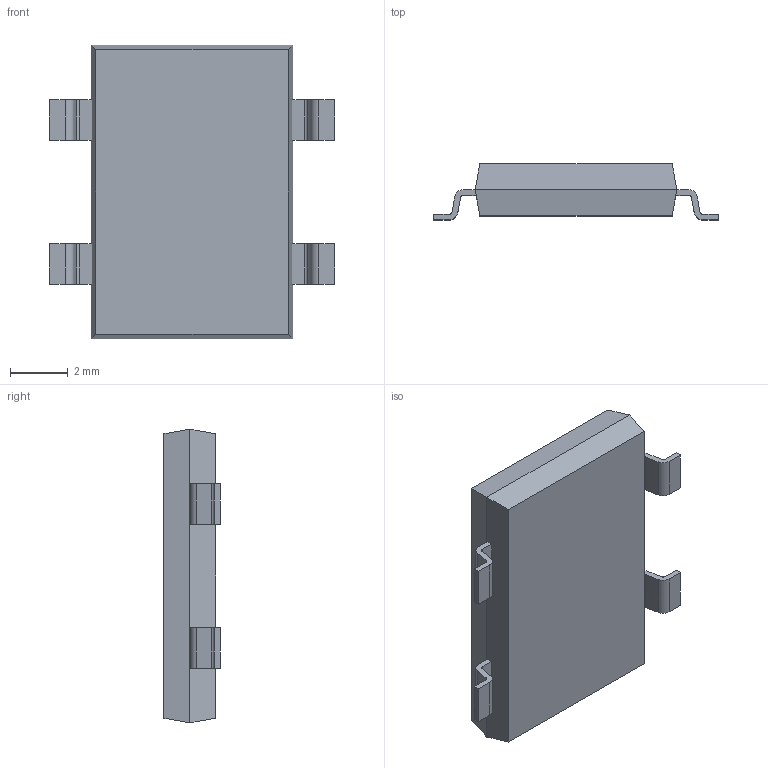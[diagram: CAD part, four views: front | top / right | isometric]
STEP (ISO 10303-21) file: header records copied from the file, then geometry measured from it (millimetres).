
FILE_DESCRIPTION (( 'STEP AP214' ), '1' );
FILE_NAME ('RTBS40M.STEP', '2022-02-03T23:06:10', ( '' ), ( '' ), 'SwSTEP 2.0', 'SolidWorks 2017', '' );
FILE_SCHEMA (( 'AUTOMOTIVE_DESIGN' ));
Length unit declared in the file: millimetre
Products named in the file (1): RTBS40M
Bounding box: 9.9 x 1.95 x 10.2 mm (x, y, z)
Volume: 126 mm3; surface area: 224.8 mm2
Topology: 9 solids, 9 shells, 153 faces, 386 edges, 256 vertices
Faces by surface type: plane 103, bspline 32, cylinder 18
Entity records: 6006 total; most frequent: CARTESIAN_POINT 2396, ORIENTED_EDGE 772, DIRECTION 602, EDGE_CURVE 386, LINE 286, VECTOR 286, VERTEX_POINT 256, EDGE_LOOP 158
